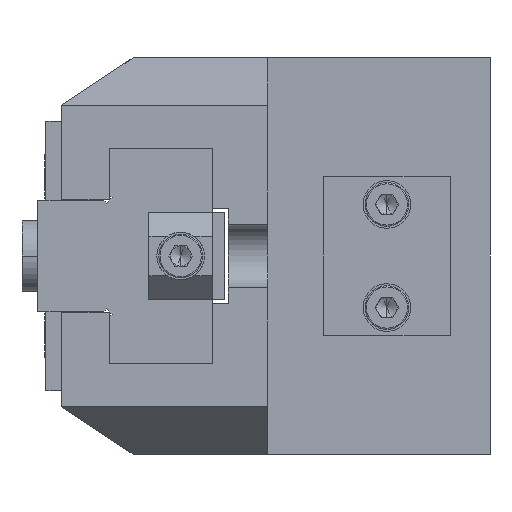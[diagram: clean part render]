
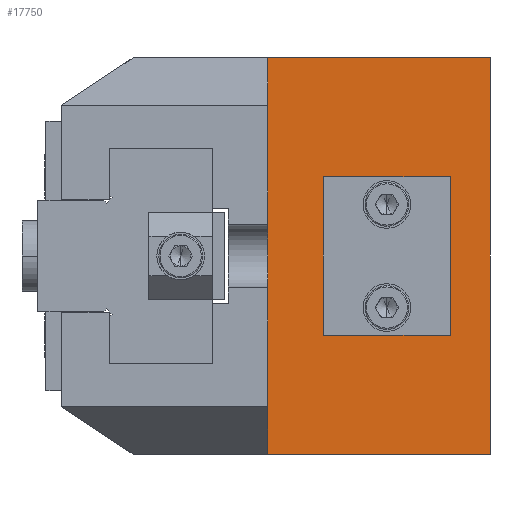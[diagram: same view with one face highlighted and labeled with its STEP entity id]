
A CAD part, left-side view. The second image highlights one B-rep face of the part: STEP entity #17750.
In plain terms, the highlighted planar face has unit normal (-1, 0, 0).
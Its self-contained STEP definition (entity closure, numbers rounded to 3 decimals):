
#212 = EDGE_CURVE ( 'NONE', #19807, #19808, #20967, .T. ) ;
#305 = EDGE_CURVE ( 'NONE', #19802, #19803, #21115, .T. ) ;
#701 = CARTESIAN_POINT ( 'NONE',  ( -40., 13., -6.5 ) ) ;
#702 = DIRECTION ( 'NONE',  ( -1., 0., 0. ) ) ;
#703 = DIRECTION ( 'NONE',  ( 0., 0., 1. ) ) ;
#3011 = EDGE_CURVE ( 'NONE', #19808, #19807, #5297, .T. ) ;
#3015 = EDGE_CURVE ( 'NONE', #19803, #19802, #5301, .T. ) ;
#3026 = EDGE_CURVE ( 'NONE', #20150, #20079, #5313, .T. ) ;
#3183 = EDGE_CURVE ( 'NONE', #20135, #20150, #9536, .T. ) ;
#3199 = EDGE_CURVE ( 'NONE', #20135, #20080, #9559, .T. ) ;
#3262 = EDGE_CURVE ( 'NONE', #20080, #20079, #9619, .T. ) ;
#3394 = AXIS2_PLACEMENT_3D ( 'NONE', #20216, #20217, #20218 ) ;
#3501 = AXIS2_PLACEMENT_3D ( 'NONE', #701, #702, #703 ) ;
#3708 = EDGE_LOOP ( 'NONE', ( #18657, #18658 ) ) ;
#3723 = EDGE_LOOP ( 'NONE', ( #18659, #18660 ) ) ;
#3737 = EDGE_LOOP ( 'NONE', ( #18661, #18662, #18663, #18664 ) ) ;
#5297 = CIRCLE ( 'NONE', #6760, 1.25 ) ;
#5301 = CIRCLE ( 'NONE', #6762, 1.25 ) ;
#5313 = LINE ( 'NONE', #8694, #5315 ) ;
#5315 = VECTOR ( 'NONE', #8703, 1000. ) ;
#6760 = AXIS2_PLACEMENT_3D ( 'NONE', #8650, #8663, #8664 ) ;
#6762 = AXIS2_PLACEMENT_3D ( 'NONE', #8662, #8673, #8674 ) ;
#7051 = AXIS2_PLACEMENT_3D ( 'NONE', #11720, #11721, #11722 ) ;
#8650 = CARTESIAN_POINT ( 'NONE',  ( -40., 13., 6.5 ) ) ;
#8662 = CARTESIAN_POINT ( 'NONE',  ( -40., 13., -6.5 ) ) ;
#8663 = DIRECTION ( 'NONE',  ( -1., 0., 0. ) ) ;
#8664 = DIRECTION ( 'NONE',  ( 0., 0., 1. ) ) ;
#8673 = DIRECTION ( 'NONE',  ( -1., 0., 0. ) ) ;
#8674 = DIRECTION ( 'NONE',  ( 0., 0., 1. ) ) ;
#8694 = CARTESIAN_POINT ( 'NONE',  ( -40., 28., -25. ) ) ;
#8703 = DIRECTION ( 'NONE',  ( 0., 0., 1. ) ) ;
#9233 = CARTESIAN_POINT ( 'NONE',  ( -40., 45., -25. ) ) ;
#9234 = DIRECTION ( 'NONE',  ( 0., 1., 0. ) ) ;
#9273 = CARTESIAN_POINT ( 'NONE',  ( -40., 0., -25. ) ) ;
#9274 = DIRECTION ( 'NONE',  ( 0., 0., 1. ) ) ;
#9536 = LINE ( 'NONE', #9233, #9537 ) ;
#9537 = VECTOR ( 'NONE', #9234, 1000. ) ;
#9559 = LINE ( 'NONE', #9273, #9560 ) ;
#9560 = VECTOR ( 'NONE', #9274, 1000. ) ;
#9619 = LINE ( 'NONE', #10398, #9644 ) ;
#9644 = VECTOR ( 'NONE', #10399, 1000. ) ;
#10229 = FACE_BOUND ( 'NONE', #3708, .T. ) ;
#10235 = FACE_BOUND ( 'NONE', #3723, .T. ) ;
#10237 = FACE_OUTER_BOUND ( 'NONE', #3737, .T. ) ;
#10398 = CARTESIAN_POINT ( 'NONE',  ( -40., 0., 25. ) ) ;
#10399 = DIRECTION ( 'NONE',  ( 0., 1., 0. ) ) ;
#11719 = PLANE ( 'NONE',  #7051 ) ;
#11720 = CARTESIAN_POINT ( 'NONE',  ( -40., 0., -25. ) ) ;
#11721 = DIRECTION ( 'NONE',  ( 1., 0., 0. ) ) ;
#11722 = DIRECTION ( 'NONE',  ( 0., 0., -1. ) ) ;
#16980 = CARTESIAN_POINT ( 'NONE',  ( -40., 13., -7.75 ) ) ;
#16981 = CARTESIAN_POINT ( 'NONE',  ( -40., 13., -5.25 ) ) ;
#16985 = CARTESIAN_POINT ( 'NONE',  ( -40., 13., 5.25 ) ) ;
#16986 = CARTESIAN_POINT ( 'NONE',  ( -40., 13., 7.75 ) ) ;
#17256 = CARTESIAN_POINT ( 'NONE',  ( -40., 28., 25. ) ) ;
#17257 = CARTESIAN_POINT ( 'NONE',  ( -40., 0., 25. ) ) ;
#17312 = CARTESIAN_POINT ( 'NONE',  ( -40., 0., -25. ) ) ;
#17327 = CARTESIAN_POINT ( 'NONE',  ( -40., 28., -25. ) ) ;
#17750 = ADVANCED_FACE ( 'NONE', ( #10229, #10235, #10237 ), #11719, .F. ) ;
#18657 = ORIENTED_EDGE ( 'NONE', *, *, #3015, .F. ) ;
#18658 = ORIENTED_EDGE ( 'NONE', *, *, #305, .F. ) ;
#18659 = ORIENTED_EDGE ( 'NONE', *, *, #3011, .F. ) ;
#18660 = ORIENTED_EDGE ( 'NONE', *, *, #212, .F. ) ;
#18661 = ORIENTED_EDGE ( 'NONE', *, *, #3262, .T. ) ;
#18662 = ORIENTED_EDGE ( 'NONE', *, *, #3026, .F. ) ;
#18663 = ORIENTED_EDGE ( 'NONE', *, *, #3183, .F. ) ;
#18664 = ORIENTED_EDGE ( 'NONE', *, *, #3199, .T. ) ;
#19802 = VERTEX_POINT ( 'NONE', #16980 ) ;
#19803 = VERTEX_POINT ( 'NONE', #16981 ) ;
#19807 = VERTEX_POINT ( 'NONE', #16985 ) ;
#19808 = VERTEX_POINT ( 'NONE', #16986 ) ;
#20079 = VERTEX_POINT ( 'NONE', #17256 ) ;
#20080 = VERTEX_POINT ( 'NONE', #17257 ) ;
#20135 = VERTEX_POINT ( 'NONE', #17312 ) ;
#20150 = VERTEX_POINT ( 'NONE', #17327 ) ;
#20216 = CARTESIAN_POINT ( 'NONE',  ( -40., 13., 6.5 ) ) ;
#20217 = DIRECTION ( 'NONE',  ( -1., 0., 0. ) ) ;
#20218 = DIRECTION ( 'NONE',  ( 0., 0., 1. ) ) ;
#20967 = CIRCLE ( 'NONE', #3394, 1.25 ) ;
#21115 = CIRCLE ( 'NONE', #3501, 1.25 ) ;
